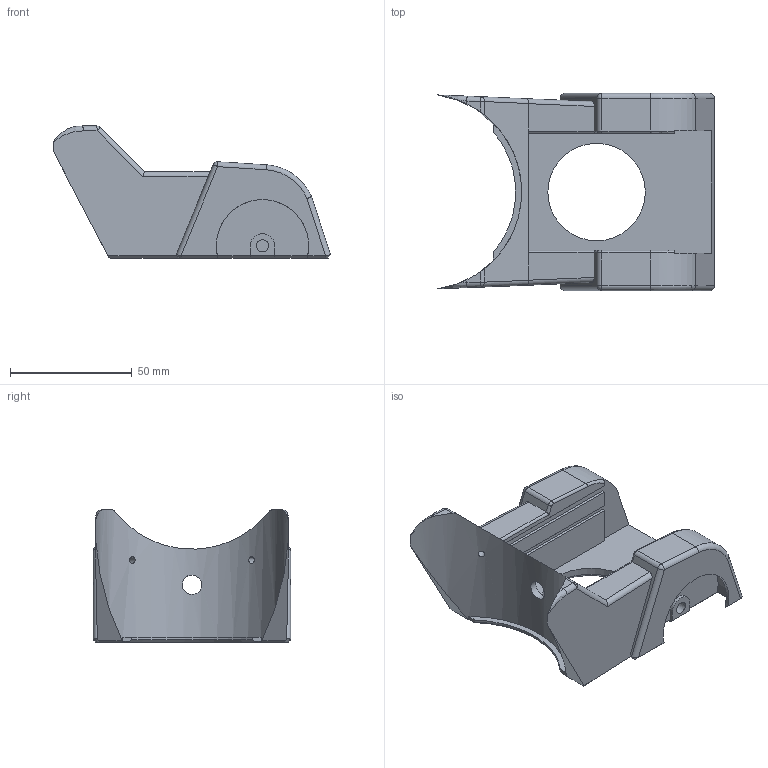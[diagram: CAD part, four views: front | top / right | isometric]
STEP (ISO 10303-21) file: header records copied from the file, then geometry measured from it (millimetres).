
FILE_DESCRIPTION(/* description */ ('STEP AP242','CAx-IF Rec.Pracs.---Representation and Presentation of Product Manufacturing Information (PMI)---4.0---2014-10-13','CAx-IF Rec.Pracs.---3D Tessellated Geometry---0.4---2014-09-14','2;1'),/* implementation_level */ '2;1');
FILE_NAME(/* name */ '659485d9be34dc4e93d65126',/* time_stamp */ '2024-01-02T21:53:29Z',/* author */ (''),/* organization */ (''),/* preprocessor_version */ 'ST-DEVELOPER v19.4',/* originating_system */ ' ',/* authorisation */ ' ');
FILE_SCHEMA (('AP242_MANAGED_MODEL_BASED_3D_ENGINEERING_MIM_LF { 1 0 10303 442 1 1 4 }'));
Length unit declared in the file: metre
Products named in the file (1): Part 1
Bounding box: 113.61 x 81 x 54.2 mm (x, y, z)
Volume: 105518.9 mm3; surface area: 34033.2 mm2
Topology: 1 solids, 1 shells, 137 faces, 362 edges, 227 vertices
Faces by surface type: plane 79, cylinder 40, bspline 6, torus 6, sphere 4, cone 2
Full cylindrical faces by diameter (mm): 2.8 x2, 5.05 x2, 8 x1, 39.988 x1
Entity records: 4331 total; most frequent: CARTESIAN_POINT 987, ORIENTED_EDGE 698, DIRECTION 671, EDGE_CURVE 349, LINE 229, VECTOR 229, VERTEX_POINT 225, AXIS2_PLACEMENT_3D 221
